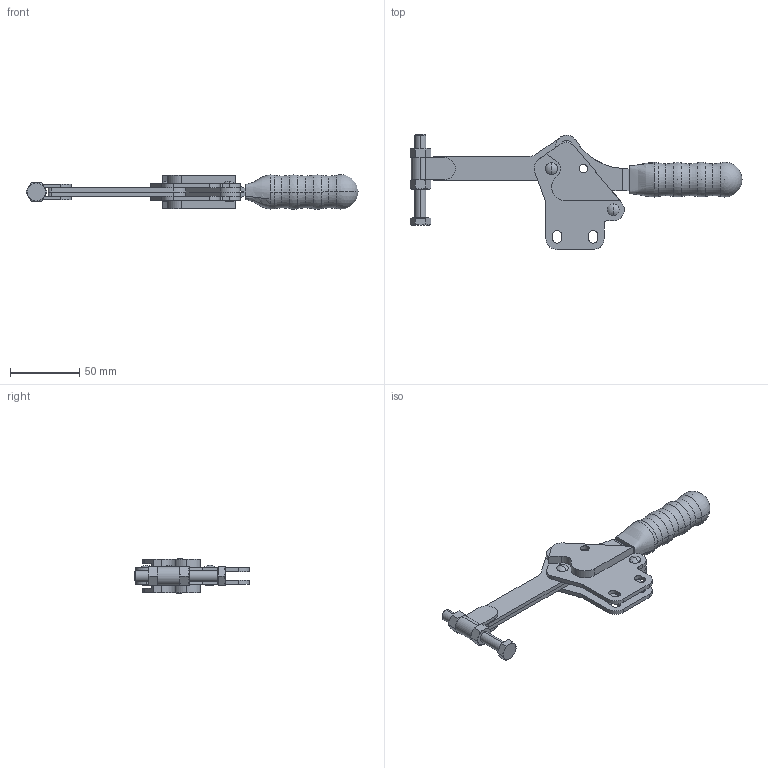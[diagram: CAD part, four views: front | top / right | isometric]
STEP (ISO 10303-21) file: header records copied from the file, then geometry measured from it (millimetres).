
FILE_DESCRIPTION (( 'STEP AP214' ), '1' );
FILE_NAME ('GH-22501-A(Â²¤Æ)-1.STEP', '2020-07-13T07:29:18', ( 'LinWei' ), ( '' ), 'SwSTEP 2.0', 'SolidWorks 2016', '' );
FILE_SCHEMA (( 'AUTOMOTIVE_DESIGN' ));
Length unit declared in the file: millimetre
Products named in the file (6): Group2^GH-22501-A(簡化); Group1^GH-22501-A(簡化); Group4^GH-22501-A(簡化)-1; Group2^GH-22501-A(簡化)-1; Group1^GH-22501-A(簡化)-1; GH-22501-A(簡化)-1
Assembly tree (5 placements, depth 2):
  GH-22501-A(簡化)-1
    Group1^GH-22501-A(簡化)-1
    Group2^GH-22501-A(簡化)-1
    Group4^GH-22501-A(簡化)-1
    Group1^GH-22501-A(簡化)
    Group2^GH-22501-A(簡化)
Bounding box: 239.63 x 83.15 x 25 mm (x, y, z)
Volume: 85588.2 mm3; surface area: 41097.1 mm2
Topology: 5 solids, 5 shells, 315 faces, 809 edges, 513 vertices
Faces by surface type: cylinder 123, plane 122, cone 32, torus 20, sphere 16, bspline 2
Entity records: 11794 total; most frequent: CARTESIAN_POINT 2660, DIRECTION 1718, ORIENTED_EDGE 1580, EDGE_CURVE 790, AXIS2_PLACEMENT_3D 678, VERTEX_POINT 502, EDGE_LOOP 366, LINE 362
